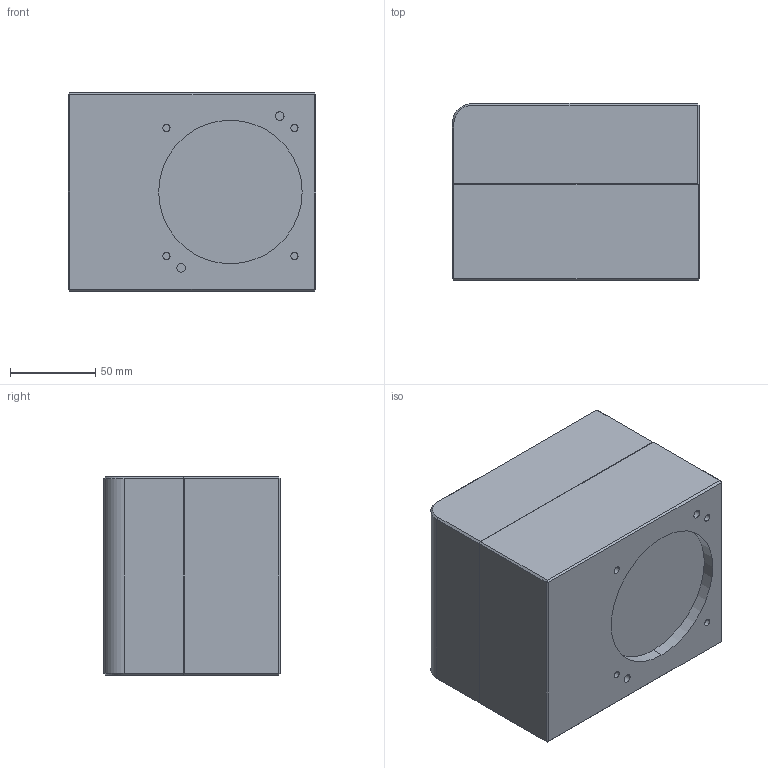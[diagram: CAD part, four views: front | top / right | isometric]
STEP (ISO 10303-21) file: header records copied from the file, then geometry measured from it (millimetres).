
FILE_DESCRIPTION (( 'STEP AP214' ), '1' );
FILE_NAME ('M034370_MS-III-20 [3,0] V3~01.STEP', '2019-10-30T12:08:06', ( '' ), ( '' ), 'SwSTEP 2.0', 'SolidWorks 2018', '' );
FILE_SCHEMA (( 'AUTOMOTIVE_DESIGN' ));
Length unit declared in the file: millimetre
Products named in the file (1): M034370_MS-III-20 [3,0] V3~01
Bounding box: 145 x 103.56 x 116 mm (x, y, z)
Volume: 1682389.2 mm3; surface area: 93148.3 mm2
Topology: 1 solids, 26 shells, 752 faces, 1734 edges, 1123 vertices
Faces by surface type: plane 472, cylinder 136, cone 84, bspline 60
Entity records: 30588 total; most frequent: CARTESIAN_POINT 11292, ORIENTED_EDGE 3460, DIRECTION 3321, EDGE_CURVE 1730, VECTOR 1149, LINE 1149, VERTEX_POINT 1123, AXIS2_PLACEMENT_3D 1086
